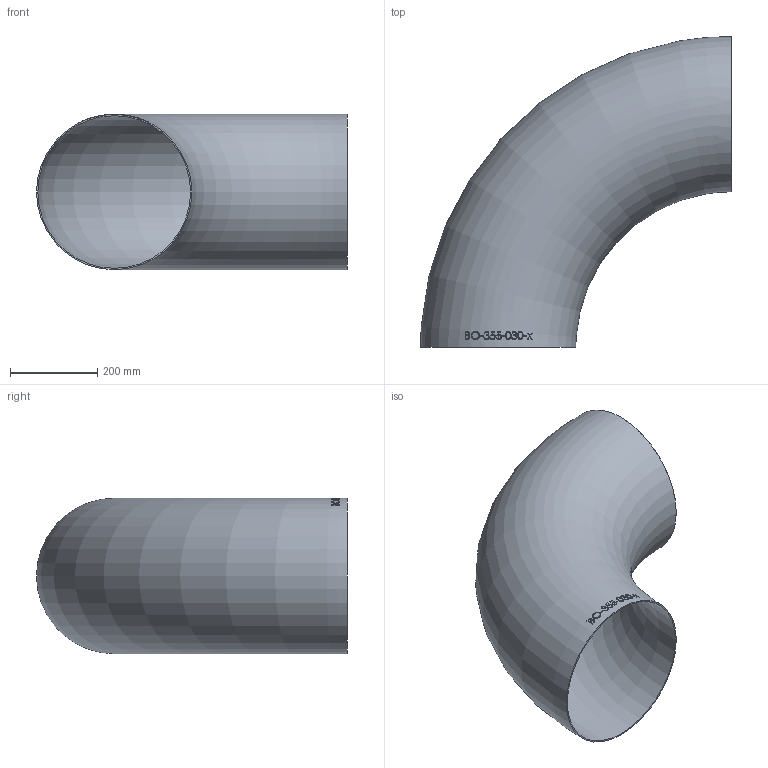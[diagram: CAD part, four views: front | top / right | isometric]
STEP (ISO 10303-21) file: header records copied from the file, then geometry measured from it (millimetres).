
FILE_DESCRIPTION (( 'STEP AP214' ), '1' );
FILE_NAME ('BO-355-030-x Bogen 1910.STEP', '2019-10-29T09:44:06', ( '' ), ( '' ), 'SwSTEP 2.0', 'SolidWorks 2016', '' );
FILE_SCHEMA (( 'AUTOMOTIVE_DESIGN' ));
Length unit declared in the file: millimetre
Products named in the file (1): BO-355-030-x Bogen 1910
Bounding box: 711.8 x 711.8 x 355.6 mm (x, y, z)
Volume: 2787426.9 mm3; surface area: 1865063 mm2
Topology: 1 solids, 1 shells, 153 faces, 406 edges, 271 vertices
Faces by surface type: bspline 79, plane 53, torus 21
Entity records: 9211 total; most frequent: CARTESIAN_POINT 4634, ORIENTED_EDGE 788, EDGE_CURVE 394, DIRECTION 284, VERTEX_POINT 264, B_SPLINE_CURVE_WITH_KNOTS 260, EDGE_LOOP 172, FACE_OUTER_BOUND 153
